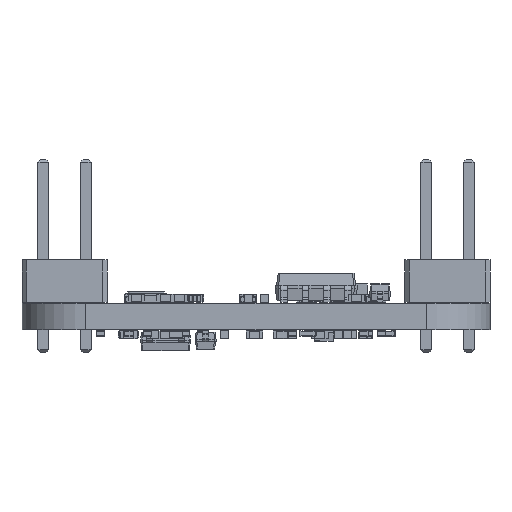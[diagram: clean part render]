
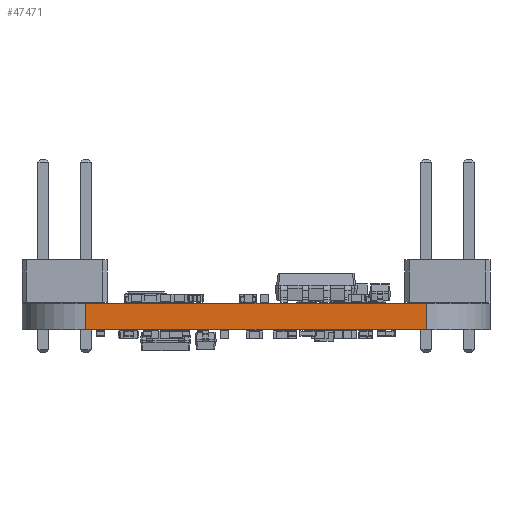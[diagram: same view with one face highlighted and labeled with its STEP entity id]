
A CAD part, front view. The second image highlights one B-rep face of the part: STEP entity #47471.
In plain terms, the highlighted planar face has unit normal (0, -1, 0).
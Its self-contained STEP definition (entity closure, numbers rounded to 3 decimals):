
#44945 = VERTEX_POINT('',#44946);
#44946 = CARTESIAN_POINT('',(21.59,-2.54,0.));
#44953 = EDGE_CURVE('',#44945,#44954,#44956,.T.);
#44954 = VERTEX_POINT('',#44955);
#44955 = CARTESIAN_POINT('',(1.27,-2.54,0.));
#44956 = LINE('',#44957,#44958);
#44957 = CARTESIAN_POINT('',(21.59,-2.54,0.));
#44958 = VECTOR('',#44959,1.);
#44959 = DIRECTION('',(-1.,0.,0.));
#46186 = VERTEX_POINT('',#46187);
#46187 = CARTESIAN_POINT('',(21.59,-2.54,1.584));
#46194 = EDGE_CURVE('',#46186,#46195,#46197,.T.);
#46195 = VERTEX_POINT('',#46196);
#46196 = CARTESIAN_POINT('',(1.27,-2.54,1.584));
#46197 = LINE('',#46198,#46199);
#46198 = CARTESIAN_POINT('',(21.59,-2.54,1.584));
#46199 = VECTOR('',#46200,1.);
#46200 = DIRECTION('',(-1.,0.,0.));
#47443 = EDGE_CURVE('',#44945,#46186,#47444,.T.);
#47444 = LINE('',#47445,#47446);
#47445 = CARTESIAN_POINT('',(21.59,-2.54,0.));
#47446 = VECTOR('',#47447,1.);
#47447 = DIRECTION('',(0.,0.,1.));
#47471 = ADVANCED_FACE('',(#47472),#47483,.T.);
#47472 = FACE_BOUND('',#47473,.T.);
#47473 = EDGE_LOOP('',(#47474,#47475,#47476,#47482));
#47474 = ORIENTED_EDGE('',*,*,#47443,.T.);
#47475 = ORIENTED_EDGE('',*,*,#46194,.T.);
#47476 = ORIENTED_EDGE('',*,*,#47477,.F.);
#47477 = EDGE_CURVE('',#44954,#46195,#47478,.T.);
#47478 = LINE('',#47479,#47480);
#47479 = CARTESIAN_POINT('',(1.27,-2.54,0.));
#47480 = VECTOR('',#47481,1.);
#47481 = DIRECTION('',(0.,0.,1.));
#47482 = ORIENTED_EDGE('',*,*,#44953,.F.);
#47483 = PLANE('',#47484);
#47484 = AXIS2_PLACEMENT_3D('',#47485,#47486,#47487);
#47485 = CARTESIAN_POINT('',(21.59,-2.54,0.));
#47486 = DIRECTION('',(0.,-1.,0.));
#47487 = DIRECTION('',(-1.,0.,0.));
